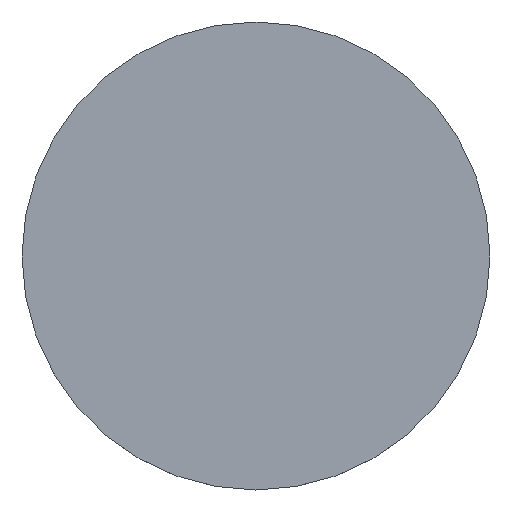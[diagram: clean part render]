
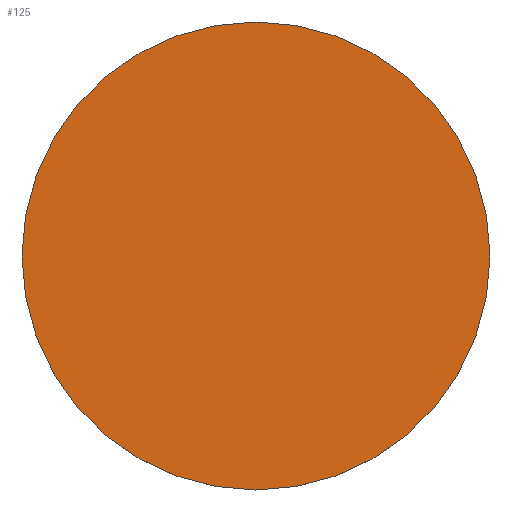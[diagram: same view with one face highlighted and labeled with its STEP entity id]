
A CAD part, top view. The second image highlights one B-rep face of the part: STEP entity #125.
In plain terms, the highlighted planar face has unit normal (0, 0, 1).
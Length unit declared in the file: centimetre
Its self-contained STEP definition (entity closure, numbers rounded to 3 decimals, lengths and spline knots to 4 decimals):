
#104=PLANE('',#130);
#106=VERTEX_POINT('',#142);
#108=CIRCLE('',#128,2.85);
#110=EDGE_CURVE('',#106,#106,#108,.T.);
#114=ORIENTED_EDGE('',*,*,#110,.F.);
#118=EDGE_LOOP('',(#114));
#122=FACE_BOUND('',#118,.T.);
#125=ADVANCED_FACE('',(#122),#104,.T.);
#128=AXIS2_PLACEMENT_3D('',#141,#134,#135);
#130=AXIS2_PLACEMENT_3D('',#145,#138,$);
#134=DIRECTION('',(0.,0.,-1.));
#135=DIRECTION('',(2.85,0.,0.));
#138=DIRECTION('',(0.,0.,1.));
#141=CARTESIAN_POINT('',(0.,0.,0.12));
#142=CARTESIAN_POINT('',(2.85,0.,0.12));
#145=CARTESIAN_POINT('',(0.,0.,0.12));
